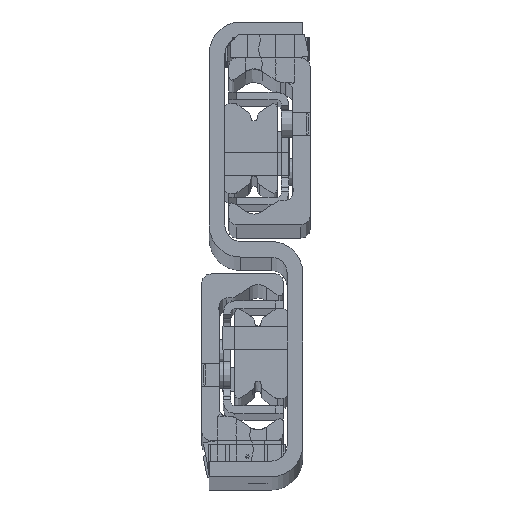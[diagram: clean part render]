
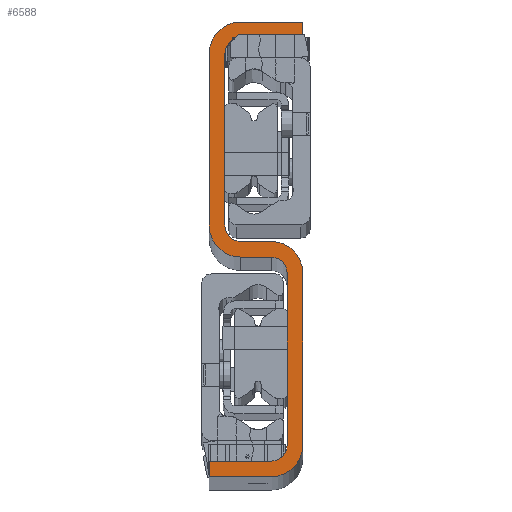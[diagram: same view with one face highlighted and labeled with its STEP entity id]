
A CAD part, top view. The second image highlights one B-rep face of the part: STEP entity #6588.
In plain terms, the highlighted planar face has unit normal (0, 0, 1).
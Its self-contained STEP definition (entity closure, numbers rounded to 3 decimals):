
#5494=CARTESIAN_POINT('',(24.,117.,1970.0));
#5495=VERTEX_POINT('',#5494);
#5496=CARTESIAN_POINT('',(24.,113.0,1970.0));
#5497=VERTEX_POINT('',#5496);
#5498=CARTESIAN_POINT('',(24.,117.,1970.0));
#5499=DIRECTION('',(0.0,-1.0,0.0));
#5500=VECTOR('',#5499,4.);
#5501=LINE('',#5498,#5500);
#5502=EDGE_CURVE('',#5495,#5497,#5501,.T.);
#5534=CARTESIAN_POINT('',(8.,113.0,1970.0));
#5535=VERTEX_POINT('',#5534);
#5536=CARTESIAN_POINT('',(24.,113.0,1970.0));
#5537=DIRECTION('',(-1.0,0.0,0.0));
#5538=VECTOR('',#5537,16.);
#5539=LINE('',#5536,#5538);
#5540=EDGE_CURVE('',#5497,#5535,#5539,.T.);
#5592=CARTESIAN_POINT('',(4.,109.,1970.0));
#5593=VERTEX_POINT('',#5592);
#5594=CARTESIAN_POINT('',(8.,109.,1970.0));
#5595=DIRECTION('',(0.0,0.0,1.0));
#5596=DIRECTION('',(0.0,-1.0,0.0));
#5597=AXIS2_PLACEMENT_3D('',#5594,#5595,#5596);
#5598=CIRCLE('',#5597,4.0);
#5599=EDGE_CURVE('',#5535,#5593,#5598,.T.);
#5625=CARTESIAN_POINT('',(4.,64.5,1970.0));
#5626=VERTEX_POINT('',#5625);
#5627=CARTESIAN_POINT('',(4.,109.,1970.0));
#5628=DIRECTION('',(0.0,-1.0,0.0));
#5629=VECTOR('',#5628,44.5);
#5630=LINE('',#5627,#5629);
#5631=EDGE_CURVE('',#5593,#5626,#5630,.T.);
#5731=CARTESIAN_POINT('',(8.,60.5,1970.0));
#5732=VERTEX_POINT('',#5731);
#5733=CARTESIAN_POINT('',(8.,64.5,1970.0));
#5734=DIRECTION('',(0.0,0.0,1.0));
#5735=DIRECTION('',(1.0,0.0,0.0));
#5736=AXIS2_PLACEMENT_3D('',#5733,#5734,#5735);
#5737=CIRCLE('',#5736,4.0);
#5738=EDGE_CURVE('',#5626,#5732,#5737,.T.);
#5764=CARTESIAN_POINT('',(16.,60.5,1970.0));
#5765=VERTEX_POINT('',#5764);
#5766=CARTESIAN_POINT('',(8.,60.5,1970.0));
#5767=DIRECTION('',(1.0,0.0,0.0));
#5768=VECTOR('',#5767,8.);
#5769=LINE('',#5766,#5768);
#5770=EDGE_CURVE('',#5732,#5765,#5769,.T.);
#5795=CARTESIAN_POINT('',(24.,52.5,1970.0));
#5796=VERTEX_POINT('',#5795);
#5797=CARTESIAN_POINT('',(16.,52.5,1970.0));
#5798=DIRECTION('',(0.0,0.0,-1.0));
#5799=DIRECTION('',(1.0,0.0,0.0));
#5800=AXIS2_PLACEMENT_3D('',#5797,#5798,#5799);
#5801=CIRCLE('',#5800,8.0);
#5802=EDGE_CURVE('',#5765,#5796,#5801,.T.);
#5828=CARTESIAN_POINT('',(24.,8.,1970.0));
#5829=VERTEX_POINT('',#5828);
#5830=CARTESIAN_POINT('',(24.,52.5,1970.0));
#5831=DIRECTION('',(0.0,-1.0,0.0));
#5832=VECTOR('',#5831,44.5);
#5833=LINE('',#5830,#5832);
#5834=EDGE_CURVE('',#5796,#5829,#5833,.T.);
#5934=CARTESIAN_POINT('',(16.0,0.,1970.0));
#5935=VERTEX_POINT('',#5934);
#5936=CARTESIAN_POINT('',(16.,8.,1970.0));
#5937=DIRECTION('',(0.0,0.0,-1.0));
#5938=DIRECTION('',(0.,-1.,0.0));
#5939=AXIS2_PLACEMENT_3D('',#5936,#5937,#5938);
#5940=CIRCLE('',#5939,8.0);
#5941=EDGE_CURVE('',#5829,#5935,#5940,.T.);
#5967=CARTESIAN_POINT('',(0.0,0.,1970.0));
#5968=VERTEX_POINT('',#5967);
#5969=CARTESIAN_POINT('',(16.0,0.,1970.0));
#5970=DIRECTION('',(-1.0,0.0,0.0));
#5971=VECTOR('',#5970,16.0);
#5972=LINE('',#5969,#5971);
#5973=EDGE_CURVE('',#5935,#5968,#5972,.T.);
#6025=CARTESIAN_POINT('',(0.0,4.0,1970.0));
#6026=VERTEX_POINT('',#6025);
#6027=CARTESIAN_POINT('',(0.0,0.,1970.0));
#6028=DIRECTION('',(0.0,1.0,0.0));
#6029=VECTOR('',#6028,4.);
#6030=LINE('',#6027,#6029);
#6031=EDGE_CURVE('',#5968,#6026,#6030,.T.);
#6056=CARTESIAN_POINT('',(16.,4.,1970.0));
#6057=VERTEX_POINT('',#6056);
#6058=CARTESIAN_POINT('',(0.0,4.0,1970.0));
#6059=DIRECTION('',(1.0,0.0,0.0));
#6060=VECTOR('',#6059,16.);
#6061=LINE('',#6058,#6060);
#6062=EDGE_CURVE('',#6026,#6057,#6061,.T.);
#6114=CARTESIAN_POINT('',(20.,8.,1970.0));
#6115=VERTEX_POINT('',#6114);
#6116=CARTESIAN_POINT('',(16.,8.,1970.0));
#6117=DIRECTION('',(0.0,0.0,1.0));
#6118=DIRECTION('',(0.0,1.0,0.0));
#6119=AXIS2_PLACEMENT_3D('',#6116,#6117,#6118);
#6120=CIRCLE('',#6119,4.0);
#6121=EDGE_CURVE('',#6057,#6115,#6120,.T.);
#6147=CARTESIAN_POINT('',(20.,52.5,1970.0));
#6148=VERTEX_POINT('',#6147);
#6149=CARTESIAN_POINT('',(20.,8.0,1970.0));
#6150=DIRECTION('',(0.0,1.0,0.0));
#6151=VECTOR('',#6150,44.5);
#6152=LINE('',#6149,#6151);
#6153=EDGE_CURVE('',#6115,#6148,#6152,.T.);
#6253=CARTESIAN_POINT('',(16.,56.5,1970.0));
#6254=VERTEX_POINT('',#6253);
#6255=CARTESIAN_POINT('',(16.,52.5,1970.0));
#6256=DIRECTION('',(0.0,0.0,1.0));
#6257=DIRECTION('',(-1.0,0.0,0.0));
#6258=AXIS2_PLACEMENT_3D('',#6255,#6256,#6257);
#6259=CIRCLE('',#6258,4.0);
#6260=EDGE_CURVE('',#6148,#6254,#6259,.T.);
#6286=CARTESIAN_POINT('',(8.0,56.5,1970.0));
#6287=VERTEX_POINT('',#6286);
#6288=CARTESIAN_POINT('',(16.,56.5,1970.0));
#6289=DIRECTION('',(-1.0,0.0,0.0));
#6290=VECTOR('',#6289,8.);
#6291=LINE('',#6288,#6290);
#6292=EDGE_CURVE('',#6254,#6287,#6291,.T.);
#6317=CARTESIAN_POINT('',(0.0,64.5,1970.0));
#6318=VERTEX_POINT('',#6317);
#6319=CARTESIAN_POINT('',(8.0,64.5,1970.0));
#6320=DIRECTION('',(0.0,0.0,-1.0));
#6321=DIRECTION('',(-1.0,0.0,0.0));
#6322=AXIS2_PLACEMENT_3D('',#6319,#6320,#6321);
#6323=CIRCLE('',#6322,8.0);
#6324=EDGE_CURVE('',#6287,#6318,#6323,.T.);
#6350=CARTESIAN_POINT('',(0.0,109.0,1970.0));
#6351=VERTEX_POINT('',#6350);
#6352=CARTESIAN_POINT('',(0.0,64.5,1970.0));
#6353=DIRECTION('',(0.0,1.0,0.0));
#6354=VECTOR('',#6353,44.5);
#6355=LINE('',#6352,#6354);
#6356=EDGE_CURVE('',#6318,#6351,#6355,.T.);
#6456=CARTESIAN_POINT('',(8.0,117.,1970.0));
#6457=VERTEX_POINT('',#6456);
#6458=CARTESIAN_POINT('',(8.0,109.0,1970.0));
#6459=DIRECTION('',(0.0,0.0,-1.0));
#6460=DIRECTION('',(0.0,1.0,0.0));
#6461=AXIS2_PLACEMENT_3D('',#6458,#6459,#6460);
#6462=CIRCLE('',#6461,8.0);
#6463=EDGE_CURVE('',#6351,#6457,#6462,.T.);
#6489=CARTESIAN_POINT('',(8.0,117.,1970.0));
#6490=DIRECTION('',(1.0,0.0,0.0));
#6491=VECTOR('',#6490,16.);
#6492=LINE('',#6489,#6491);
#6493=EDGE_CURVE('',#6457,#5495,#6492,.T.);
#6561=CARTESIAN_POINT('',(12.,58.5,1970.0));
#6562=DIRECTION('',(0.0,0.0,1.0));
#6563=DIRECTION('',(1.0,0.0,0.0));
#6564=AXIS2_PLACEMENT_3D('',#6561,#6562,#6563);
#6565=PLANE('',#6564);
#6566=ORIENTED_EDGE('',*,*,#5502,.F.);
#6567=ORIENTED_EDGE('',*,*,#6493,.F.);
#6568=ORIENTED_EDGE('',*,*,#6463,.F.);
#6569=ORIENTED_EDGE('',*,*,#6356,.F.);
#6570=ORIENTED_EDGE('',*,*,#6324,.F.);
#6571=ORIENTED_EDGE('',*,*,#6292,.F.);
#6572=ORIENTED_EDGE('',*,*,#6260,.F.);
#6573=ORIENTED_EDGE('',*,*,#6153,.F.);
#6574=ORIENTED_EDGE('',*,*,#6121,.F.);
#6575=ORIENTED_EDGE('',*,*,#6062,.F.);
#6576=ORIENTED_EDGE('',*,*,#6031,.F.);
#6577=ORIENTED_EDGE('',*,*,#5973,.F.);
#6578=ORIENTED_EDGE('',*,*,#5941,.F.);
#6579=ORIENTED_EDGE('',*,*,#5834,.F.);
#6580=ORIENTED_EDGE('',*,*,#5802,.F.);
#6581=ORIENTED_EDGE('',*,*,#5770,.F.);
#6582=ORIENTED_EDGE('',*,*,#5738,.F.);
#6583=ORIENTED_EDGE('',*,*,#5631,.F.);
#6584=ORIENTED_EDGE('',*,*,#5599,.F.);
#6585=ORIENTED_EDGE('',*,*,#5540,.F.);
#6586=EDGE_LOOP('',(#6566,#6567,#6568,#6569,#6570,#6571,#6572,#6573,#6574,#6575,#6576,#6577,#6578,#6579,#6580,#6581,#6582,#6583,#6584,#6585));
#6587=FACE_OUTER_BOUND('',#6586,.T.);
#6588=ADVANCED_FACE('',(#6587),#6565,.T.);
